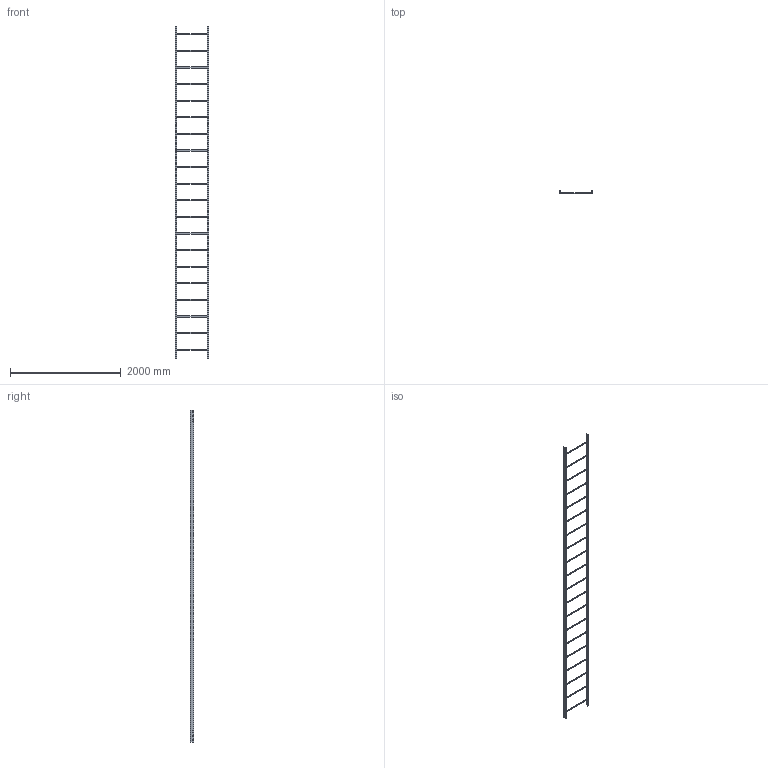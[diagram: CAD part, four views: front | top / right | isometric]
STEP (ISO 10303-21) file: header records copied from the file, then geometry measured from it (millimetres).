
FILE_DESCRIPTION((''),'2;1');
FILE_NAME('6207991_REFERENZ_ASM','2012-12-14T',('AndreasKeweloh'),(''),'PRO/ENGINEER BY PARAMETRIC TECHNOLOGY CORPORATION, 2012230','PRO/ENGINEER BY PARAMETRIC TECHNOLOGY CORPORATION, 2012230','');
FILE_SCHEMA(('CONFIG_CONTROL_DESIGN'));
Length unit declared in the file: millimetre
Products named in the file (3): 6207991_LEITERHOL; 6200_NORMALSPRO; 6207991_REFERENZ_ASM
Assembly tree (22 placements, depth 2):
  6207991_REFERENZ_ASM
    6207991_LEITERHOL  x2
    6200_NORMALSPRO  x20
Bounding box: 600 x 59.9 x 6000 mm (x, y, z)
Volume: 3015831.2 mm3; surface area: 3508211 mm2
Topology: 22 solids, 22 shells, 564 faces, 1560 edges, 1040 vertices
Faces by surface type: plane 348, cylinder 216
Entity records: 3109 total; most frequent: CARTESIAN_POINT 758, ORIENTED_EDGE 480, DIRECTION 421, EDGE_CURVE 240, VERTEX_POINT 160, VECTOR 159, LINE 159, AXIS2_PLACEMENT_3D 131
